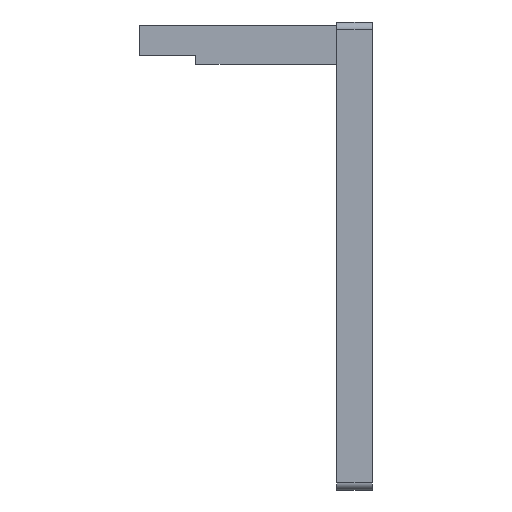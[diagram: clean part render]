
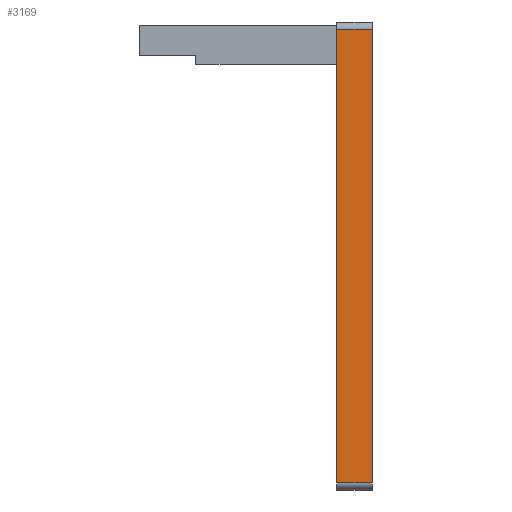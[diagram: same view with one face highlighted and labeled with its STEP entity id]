
A CAD part, left-side view. The second image highlights one B-rep face of the part: STEP entity #3169.
In plain terms, the highlighted planar face has unit normal (-1, 0, 0).
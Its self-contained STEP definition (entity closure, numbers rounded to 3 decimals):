
#359=FACE_OUTER_BOUND('',#537,.T.);
#537=EDGE_LOOP('',(#2789,#2790,#2791,#2792));
#672=LINE('',#5069,#1012);
#874=LINE('',#5486,#1214);
#875=LINE('',#5489,#1215);
#876=LINE('',#5490,#1216);
#1012=VECTOR('',#3493,10.);
#1214=VECTOR('',#3851,10.);
#1215=VECTOR('',#3854,10.);
#1216=VECTOR('',#3855,10.);
#1387=VERTEX_POINT('',#5065);
#1389=VERTEX_POINT('',#5068);
#1526=VERTEX_POINT('',#5484);
#1527=VERTEX_POINT('',#5488);
#1765=EDGE_CURVE('',#1387,#1389,#672,.T.);
#1971=EDGE_CURVE('',#1526,#1387,#874,.T.);
#1972=EDGE_CURVE('',#1527,#1526,#875,.T.);
#1973=EDGE_CURVE('',#1389,#1527,#876,.T.);
#2789=ORIENTED_EDGE('',*,*,#1971,.F.);
#2790=ORIENTED_EDGE('',*,*,#1972,.F.);
#2791=ORIENTED_EDGE('',*,*,#1973,.F.);
#2792=ORIENTED_EDGE('',*,*,#1765,.F.);
#3005=PLANE('',#3301);
#3169=ADVANCED_FACE('',(#359),#3005,.T.);
#3301=AXIS2_PLACEMENT_3D('',#5487,#3852,#3853);
#3493=DIRECTION('',(0.,0.,1.));
#3851=DIRECTION('',(0.,1.,0.));
#3852=DIRECTION('center_axis',(-1.,0.,0.));
#3853=DIRECTION('ref_axis',(0.,0.,-1.));
#3854=DIRECTION('',(0.,0.,-1.));
#3855=DIRECTION('',(0.,-1.,0.));
#5065=CARTESIAN_POINT('',(-129.,3.,2.));
#5068=CARTESIAN_POINT('',(-129.,3.,130.));
#5069=CARTESIAN_POINT('',(-129.,3.,55.289));
#5484=CARTESIAN_POINT('',(-129.,-7.,2.));
#5486=CARTESIAN_POINT('',(-129.,3.,2.));
#5487=CARTESIAN_POINT('Origin',(-129.,3.,130.5));
#5488=CARTESIAN_POINT('',(-129.,-7.,130.));
#5489=CARTESIAN_POINT('',(-129.,-7.,55.289));
#5490=CARTESIAN_POINT('',(-129.,3.,130.));
